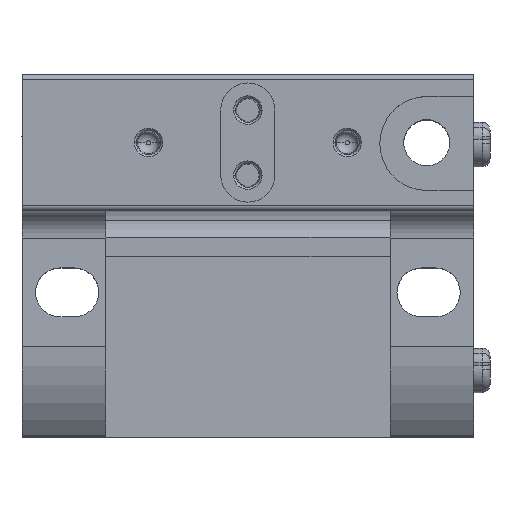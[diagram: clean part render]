
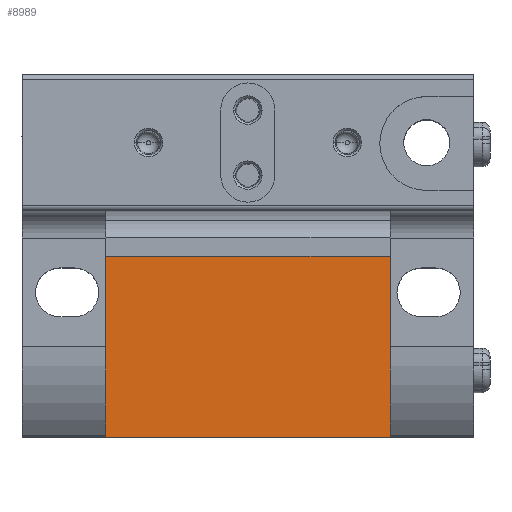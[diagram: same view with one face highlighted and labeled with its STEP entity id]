
A CAD part, top view. The second image highlights one B-rep face of the part: STEP entity #8989.
In plain terms, the highlighted planar face has unit normal (0, 0, 1).
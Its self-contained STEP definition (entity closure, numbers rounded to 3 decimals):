
#309 = PLANE ( 'NONE',  #8797 ) ;
#745 = CARTESIAN_POINT ( 'NONE',  ( 15.75, 20.02, 11.542 ) ) ;
#1420 = VERTEX_POINT ( 'NONE', #8297 ) ;
#1480 = DIRECTION ( 'NONE',  ( -1., 0., 0. ) ) ;
#1811 = EDGE_CURVE ( 'NONE', #1420, #3265, #2588, .T. ) ;
#1926 = DIRECTION ( 'NONE',  ( -1., 0., 0. ) ) ;
#2013 = EDGE_CURVE ( 'NONE', #3265, #8933, #9061, .T. ) ;
#2215 = CARTESIAN_POINT ( 'NONE',  ( -15.75, 0., 11.542 ) ) ;
#2588 = LINE ( 'NONE', #12194, #11317 ) ;
#3265 = VERTEX_POINT ( 'NONE', #13372 ) ;
#3877 = DIRECTION ( 'NONE',  ( 1., 0., 0. ) ) ;
#6550 = VECTOR ( 'NONE', #9293, 1000. ) ;
#7358 = CARTESIAN_POINT ( 'NONE',  ( 0., 0., 11.542 ) ) ;
#7484 = VECTOR ( 'NONE', #1926, 1000. ) ;
#7858 = LINE ( 'NONE', #10198, #7484 ) ;
#7921 = ORIENTED_EDGE ( 'NONE', *, *, #1811, .T. ) ;
#8297 = CARTESIAN_POINT ( 'NONE',  ( -15.75, 0., 11.542 ) ) ;
#8553 = DIRECTION ( 'NONE',  ( 0., 0., -1. ) ) ;
#8797 = AXIS2_PLACEMENT_3D ( 'NONE', #7358, #8553, #1480 ) ;
#8933 = VERTEX_POINT ( 'NONE', #10793 ) ;
#8989 = ADVANCED_FACE ( 'NONE', ( #11617 ), #309, .F. ) ;
#9013 = DIRECTION ( 'NONE',  ( 0., 1., 0. ) ) ;
#9061 = LINE ( 'NONE', #745, #12232 ) ;
#9293 = DIRECTION ( 'NONE',  ( 0., -1., 0. ) ) ;
#9836 = EDGE_CURVE ( 'NONE', #8933, #13788, #7858, .T. ) ;
#10172 = CARTESIAN_POINT ( 'NONE',  ( -15.75, 20.02, 11.542 ) ) ;
#10198 = CARTESIAN_POINT ( 'NONE',  ( -15.75, 20.02, 11.542 ) ) ;
#10665 = ORIENTED_EDGE ( 'NONE', *, *, #9836, .T. ) ;
#10793 = CARTESIAN_POINT ( 'NONE',  ( 15.75, 20.02, 11.542 ) ) ;
#11317 = VECTOR ( 'NONE', #3877, 1000. ) ;
#11368 = ORIENTED_EDGE ( 'NONE', *, *, #2013, .T. ) ;
#11617 = FACE_OUTER_BOUND ( 'NONE', #14801, .T. ) ;
#11650 = EDGE_CURVE ( 'NONE', #13788, #1420, #12503, .T. ) ;
#12194 = CARTESIAN_POINT ( 'NONE',  ( 15.75, 0., 11.542 ) ) ;
#12232 = VECTOR ( 'NONE', #9013, 1000. ) ;
#12503 = LINE ( 'NONE', #2215, #6550 ) ;
#13372 = CARTESIAN_POINT ( 'NONE',  ( 15.75, 0., 11.542 ) ) ;
#13788 = VERTEX_POINT ( 'NONE', #10172 ) ;
#14175 = ORIENTED_EDGE ( 'NONE', *, *, #11650, .T. ) ;
#14801 = EDGE_LOOP ( 'NONE', ( #10665, #14175, #7921, #11368 ) ) ;
